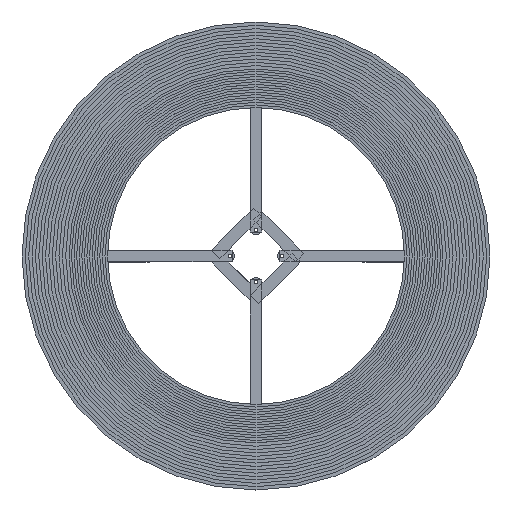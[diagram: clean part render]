
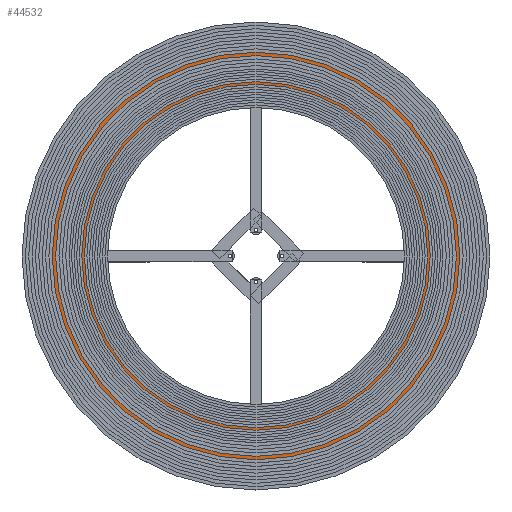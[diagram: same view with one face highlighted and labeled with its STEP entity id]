
A CAD part, top view. The second image highlights one B-rep face of the part: STEP entity #44532.
In plain terms, the highlighted planar face has unit normal (0, 0, 1).
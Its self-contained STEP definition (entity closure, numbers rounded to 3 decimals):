
#44448 = EDGE_CURVE('',#44449,#44449,#44451,.T.);
#44449 = VERTEX_POINT('',#44450);
#44450 = CARTESIAN_POINT('',(171.531,0.,17.778));
#44451 = SURFACE_CURVE('',#44452,(#44457,#44469),.PCURVE_S1.);
#44452 = CIRCLE('',#44453,171.531);
#44453 = AXIS2_PLACEMENT_3D('',#44454,#44455,#44456);
#44454 = CARTESIAN_POINT('',(0.,0.,17.778));
#44455 = DIRECTION('',(0.,0.,1.));
#44456 = DIRECTION('',(1.,0.,0.));
#44457 = PCURVE('',#44458,#44463);
#44458 = CYLINDRICAL_SURFACE('',#44459,171.531);
#44459 = AXIS2_PLACEMENT_3D('',#44460,#44461,#44462);
#44460 = CARTESIAN_POINT('',(0.,0.,16.));
#44461 = DIRECTION('',(0.,0.,1.));
#44462 = DIRECTION('',(1.,0.,0.));
#44463 = DEFINITIONAL_REPRESENTATION('',(#44464),#44468);
#44464 = LINE('',#44465,#44466);
#44465 = CARTESIAN_POINT('',(0.,1.778));
#44466 = VECTOR('',#44467,1.);
#44467 = DIRECTION('',(1.,0.));
#44468 = ( GEOMETRIC_REPRESENTATION_CONTEXT(2) 
PARAMETRIC_REPRESENTATION_CONTEXT() REPRESENTATION_CONTEXT('2D SPACE',''
  ) );
#44469 = PCURVE('',#44470,#44475);
#44470 = PLANE('',#44471);
#44471 = AXIS2_PLACEMENT_3D('',#44472,#44473,#44474);
#44472 = CARTESIAN_POINT('',(0.,0.,17.778));
#44473 = DIRECTION('',(0.,0.,1.));
#44474 = DIRECTION('',(1.,0.,0.));
#44475 = DEFINITIONAL_REPRESENTATION('',(#44476),#44480);
#44476 = CIRCLE('',#44477,171.531);
#44477 = AXIS2_PLACEMENT_2D('',#44478,#44479);
#44478 = CARTESIAN_POINT('',(0.,0.));
#44479 = DIRECTION('',(1.,0.));
#44480 = ( GEOMETRIC_REPRESENTATION_CONTEXT(2) 
PARAMETRIC_REPRESENTATION_CONTEXT() REPRESENTATION_CONTEXT('2D SPACE',''
  ) );
#44532 = ADVANCED_FACE('',(#44533,#44536),#44470,.T.);
#44533 = FACE_BOUND('',#44534,.T.);
#44534 = EDGE_LOOP('',(#44535));
#44535 = ORIENTED_EDGE('',*,*,#44448,.T.);
#44536 = FACE_BOUND('',#44537,.T.);
#44537 = EDGE_LOOP('',(#44538));
#44538 = ORIENTED_EDGE('',*,*,#44539,.F.);
#44539 = EDGE_CURVE('',#44540,#44540,#44542,.T.);
#44540 = VERTEX_POINT('',#44541);
#44541 = CARTESIAN_POINT('',(144.531,0.,17.778));
#44542 = SURFACE_CURVE('',#44543,(#44548,#44555),.PCURVE_S1.);
#44543 = CIRCLE('',#44544,144.531);
#44544 = AXIS2_PLACEMENT_3D('',#44545,#44546,#44547);
#44545 = CARTESIAN_POINT('',(0.,0.,17.778));
#44546 = DIRECTION('',(0.,0.,1.));
#44547 = DIRECTION('',(1.,0.,0.));
#44548 = PCURVE('',#44470,#44549);
#44549 = DEFINITIONAL_REPRESENTATION('',(#44550),#44554);
#44550 = CIRCLE('',#44551,144.531);
#44551 = AXIS2_PLACEMENT_2D('',#44552,#44553);
#44552 = CARTESIAN_POINT('',(0.,0.));
#44553 = DIRECTION('',(1.,0.));
#44554 = ( GEOMETRIC_REPRESENTATION_CONTEXT(2) 
PARAMETRIC_REPRESENTATION_CONTEXT() REPRESENTATION_CONTEXT('2D SPACE',''
  ) );
#44555 = PCURVE('',#44556,#44561);
#44556 = CYLINDRICAL_SURFACE('',#44557,144.531);
#44557 = AXIS2_PLACEMENT_3D('',#44558,#44559,#44560);
#44558 = CARTESIAN_POINT('',(0.,0.,15.));
#44559 = DIRECTION('',(0.,0.,1.));
#44560 = DIRECTION('',(1.,0.,0.));
#44561 = DEFINITIONAL_REPRESENTATION('',(#44562),#44566);
#44562 = LINE('',#44563,#44564);
#44563 = CARTESIAN_POINT('',(0.,2.778));
#44564 = VECTOR('',#44565,1.);
#44565 = DIRECTION('',(1.,0.));
#44566 = ( GEOMETRIC_REPRESENTATION_CONTEXT(2) 
PARAMETRIC_REPRESENTATION_CONTEXT() REPRESENTATION_CONTEXT('2D SPACE',''
  ) );
